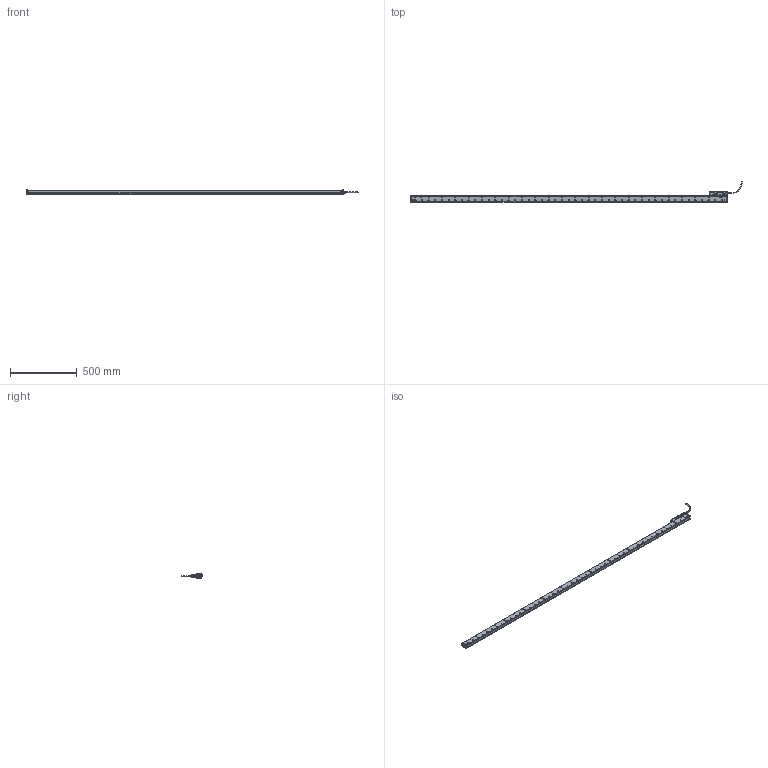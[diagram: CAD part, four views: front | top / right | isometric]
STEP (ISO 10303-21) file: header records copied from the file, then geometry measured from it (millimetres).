
FILE_DESCRIPTION(('CATIA V5 STEP'),'2;1');
FILE_NAME('SR67A-224-L.stp','2013-11-27T05:02:42+00:00',('none'),('none'),'CATIA Version 5 Release 19 SP 6 (IN-10)','CATIA V5 STEP AP214','none');
FILE_SCHEMA(('AUTOMOTIVE_DESIGN { 1 0 10303 214 1 1 1 1 }'));
Products named in the file (1): SR67A-224-L
Bounding box: 2489.37 x 153.8 x 31.5 mm (x, y, z)
Volume: 3105433.1 mm3; surface area: 496518.6 mm2
Topology: 1 solids, 233 shells, 6093 faces, 16294 edges, 10799 vertices
Faces by surface type: plane 2667, cylinder 2454, cone 640, torus 245, sphere 43, bspline 33, extrusion 11
Entity records: 184266 total; most frequent: CARTESIAN_POINT 40680, ORIENTED_EDGE 32308, DIRECTION 24072, EDGE_CURVE 16154, AXIS2_PLACEMENT_3D 11415, VERTEX_POINT 10795, VECTOR 8193, LINE 8182
